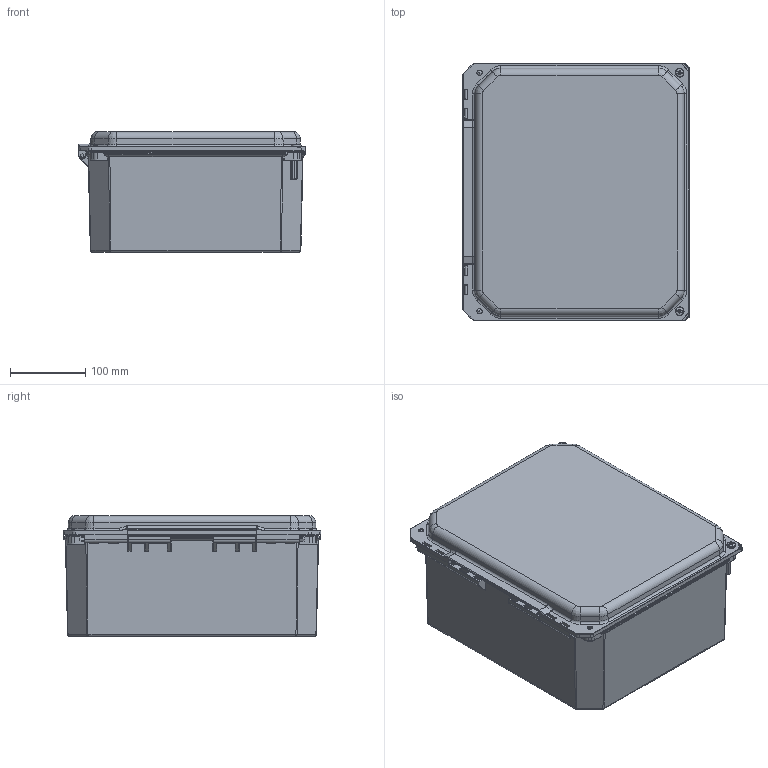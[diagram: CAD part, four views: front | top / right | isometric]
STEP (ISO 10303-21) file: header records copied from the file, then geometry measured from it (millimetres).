
FILE_DESCRIPTION(/* description */ (''),/* implementation_level */ '2;1');
FILE_NAME(/* name */ 'HW-CC121006CHSC.stp',/* time_stamp */ '2016-08-25T15:12:50-05:00',/* author */ ('lieb_t'),/* organization */ (''),/* preprocessor_version */ 'ST-DEVELOPER v16.5',/* originating_system */ 'Autodesk Inventor 2017',/* authorisation */ '');
FILE_SCHEMA (('CONFIG_CONTROL_DESIGN'));
Products named in the file (11): HW-CC121006CHSC; DS121006BOX; BRASS INSERT-(; BRASS INSERT-(_1; BRASS INSERT-(_2; GA1210; RMHINGAT40006-03; DSCC121006CVR; O_RING_COVER; COVER SCREW(0; DS COVER  BUSH
Assembly tree (22 placements, depth 2):
  HW-CC121006CHSC
    DS121006BOX
    BRASS INSERT-(  x4
    BRASS INSERT-(_1  x4
    BRASS INSERT-(_2  x3
    GA1210
    RMHINGAT40006-03  x2
    DSCC121006CVR
    O_RING_COVER  x2
    COVER SCREW(0  x2
    DS COVER  BUSH  x2
Bounding box: 300.52 x 341.84 x 160.32 mm (x, y, z)
Volume: 1371082.2 mm3; surface area: 800245.6 mm2
Topology: 22 solids, 22 shells, 2015 faces, 4894 edges, 2851 vertices
Faces by surface type: cylinder 752, plane 549, bspline 381, torus 193, cone 126, sphere 14
Full cylindrical faces by diameter (mm): 3.429 x2, 3.48 x4, 3.81 x2, 3.861 x8, 3.962 x11, 5.055 x2, 5.3 x2, 5.563 x4, 6.248 x11, 6.401 x4, 7.925 x4, 11.43 x2
Entity records: 69910 total; most frequent: CARTESIAN_POINT 25910, DIRECTION 9504, ORIENTED_EDGE 8930, EDGE_CURVE 4465, AXIS2_PLACEMENT_3D 3775, VERTEX_POINT 2671, EDGE_LOOP 2044, LINE 1954
